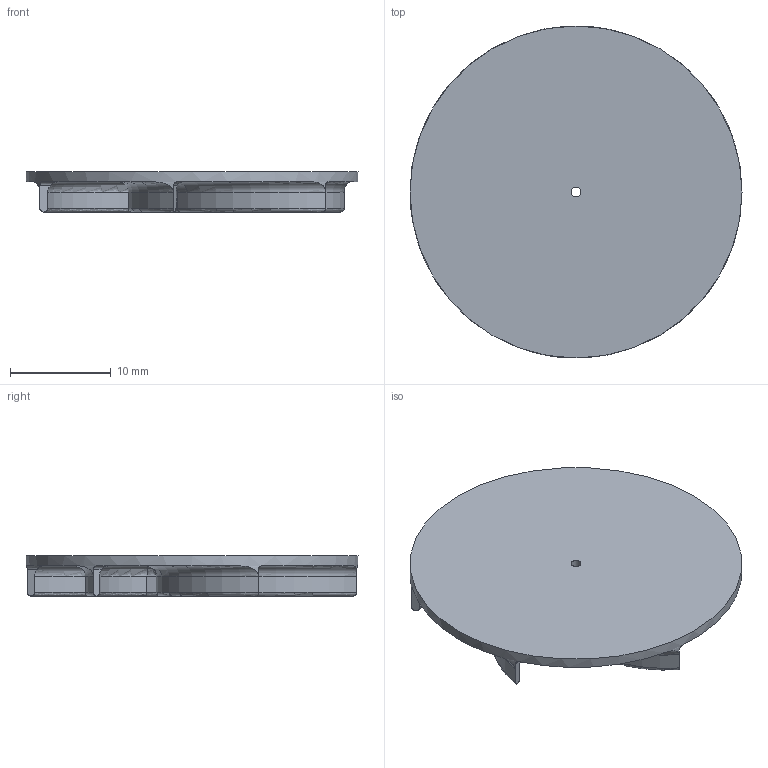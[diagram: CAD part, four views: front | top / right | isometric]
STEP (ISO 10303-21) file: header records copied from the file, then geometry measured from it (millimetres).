
FILE_DESCRIPTION(/* description */ (''),/* implementation_level */ '2;1');
FILE_NAME(/* name */ 'fan-concreate.stp',/* time_stamp */ '2025-02-09T08:58:38+09:00',/* author */ ('IshiiLabHonda'),/* organization */ (''),/* preprocessor_version */ 'ST-DEVELOPER v19.2',/* originating_system */ 'Autodesk Inventor 2023',/* authorisation */ '');
FILE_SCHEMA (('AUTOMOTIVE_DESIGN { 1 0 10303 214 3 1 1 }'));
Length unit declared in the file: millimetre
Products named in the file (1): fan-concreate
Bounding box: 33 x 33 x 4 mm (x, y, z)
Volume: 1172.6 mm3; surface area: 2341.6 mm2
Topology: 1 solids, 1 shells, 68 faces, 198 edges, 139 vertices
Faces by surface type: torus 26, cylinder 21, plane 21
Full cylindrical faces by diameter (mm): 0.98 x1, 3 x1, 33 x1
Entity records: 2771 total; most frequent: CARTESIAN_POINT 1010, ORIENTED_EDGE 376, DIRECTION 333, EDGE_CURVE 188, AXIS2_PLACEMENT_3D 141, VERTEX_POINT 123, CIRCLE 72, B_SPLINE_CURVE_WITH_KNOTS 72
